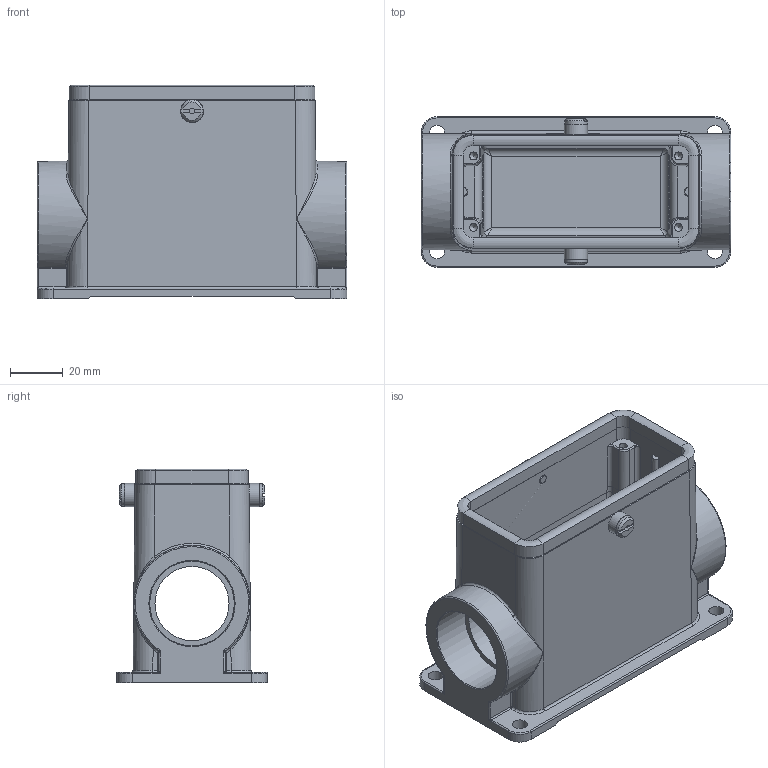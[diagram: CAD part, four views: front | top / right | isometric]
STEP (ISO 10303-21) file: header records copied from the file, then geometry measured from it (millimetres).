
FILE_DESCRIPTION(/* description */ (''),/* implementation_level */ '2;1');
FILE_NAME(/* name */ '100186105ugm000_c.stp',/* time_stamp */ '2017-11-03T15:37:15+01:00',/* author */ (''),/* organization */ (''),/* preprocessor_version */ 'ST-DEVELOPER v16',/* originating_system */ 'SIEMENS PLM Software NX 10.0',/* authorisation */ '');
FILE_SCHEMA (('AUTOMOTIVE_DESIGN { 1 0 10303 214 3 1 1 1 }'));
Length unit declared in the file: millimetre
Products named in the file (1): 100186105ugm000_c
Bounding box: 117 x 57 x 80.8 mm (x, y, z)
Volume: 138506.3 mm3; surface area: 56940 mm2
Topology: 1 solids, 1 shells, 313 faces, 1528 edges, 1928 vertices
Faces by surface type: cylinder 120, plane 113, bspline 50, cone 20, torus 10
Full cylindrical faces by diameter (mm): 2.2 x2, 3 x4, 5.6 x4, 8.5 x2, 8.8 x2, 28 x2, 32 x2
Entity records: 17972 total; most frequent: CARTESIAN_POINT 5635, DIRECTION 1824, ORIENTED_EDGE 1544, PRESENTATION_STYLE_ASSIGNMENT 778, EDGE_CURVE 772, STYLED_ITEM 699, CURVE_STYLE 693, DRAUGHTING_PRE_DEFINED_CURVE_FONT 693
